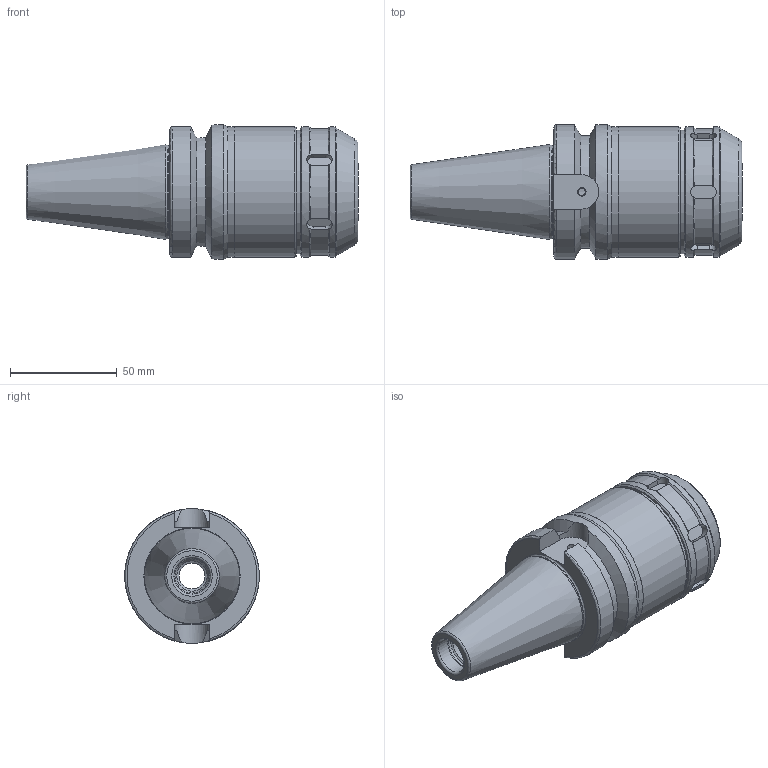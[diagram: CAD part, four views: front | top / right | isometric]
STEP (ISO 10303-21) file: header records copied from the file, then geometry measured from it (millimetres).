
FILE_DESCRIPTION((''),'2;1');
FILE_NAME('071000325090-3D.stp','2020-06-29T09:42:16',('nttooll'),(''),'Autodesk Inventor 2012','Autodesk Inventor 2012','');
FILE_SCHEMA(('AUTOMOTIVE_DESIGN { 1 0 10303 214 1 1 1 1 }'));
Length unit declared in the file: millimetre
Products named in the file (1): 071000325090-3D
Bounding box: 155.4 x 63 x 63 mm (x, y, z)
Volume: 256348.1 mm3; surface area: 40112 mm2
Topology: 1 solids, 1 shells, 108 faces, 278 edges, 178 vertices
Faces by surface type: cylinder 40, plane 32, cone 29, torus 7
Full cylindrical faces by diameter (mm): 3.4 x1, 4 x1, 12.036 x1, 14.25 x1, 16 x1, 17 x1, 17.4 x1, 25 x1, 25.5 x1, 43.5 x1, 57.9 x1, 61 x3, 61.036 x1, 63 x1
Entity records: 3368 total; most frequent: CARTESIAN_POINT 956, ORIENTED_EDGE 478, DIRECTION 468, EDGE_CURVE 239, AXIS2_PLACEMENT_3D 199, VERTEX_POINT 173, EDGE_LOOP 152, FACE_OUTER_BOUND 108
